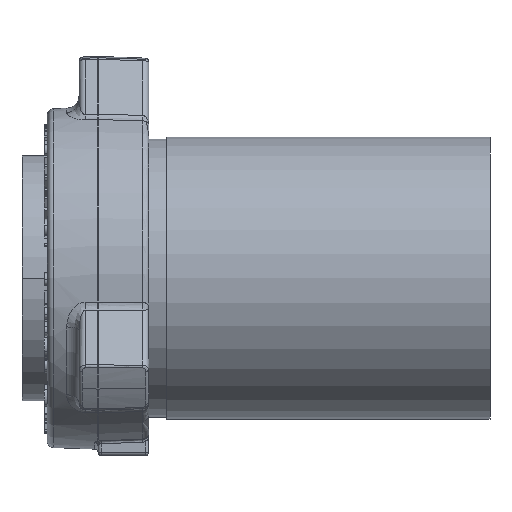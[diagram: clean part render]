
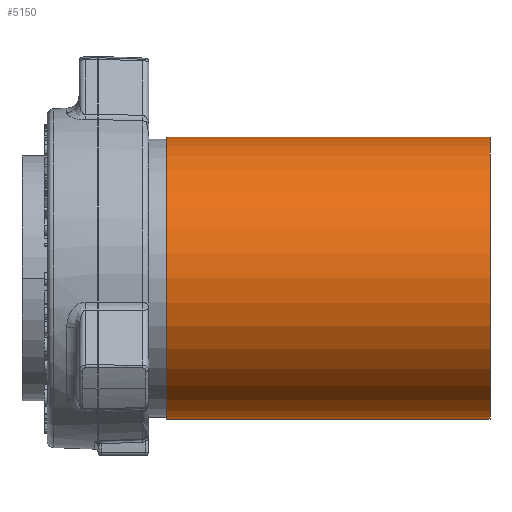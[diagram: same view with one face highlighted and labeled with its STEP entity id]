
A CAD part, left-side view. The second image highlights one B-rep face of the part: STEP entity #5150.
In plain terms, the highlighted cylindrical face has radius 70.65 mm (diameter 141.3 mm), a partial arc.
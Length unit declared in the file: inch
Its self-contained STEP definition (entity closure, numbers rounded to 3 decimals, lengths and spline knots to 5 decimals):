
#249 = AXIS2_PLACEMENT_3D ( 'NONE', #17435, #1940, #20011 ) ;
#456 = CIRCLE ( 'NONE', #21420, 2.7815 ) ;
#534 = AXIS2_PLACEMENT_3D ( 'NONE', #29498, #26911, #24338 ) ;
#1940 = DIRECTION ( 'NONE',  ( 0., -1., 0. ) ) ;
#2202 = VERTEX_POINT ( 'NONE', #25993 ) ;
#2996 = DIRECTION ( 'NONE',  ( 0., -1., 0. ) ) ;
#3152 = ORIENTED_EDGE ( 'NONE', *, *, #15748, .F. ) ;
#3810 = CARTESIAN_POINT ( 'NONE',  ( 0., 0., -2.7815 ) ) ;
#4694 = FACE_OUTER_BOUND ( 'NONE', #9838, .T. ) ;
#5150 = ADVANCED_FACE ( 'NONE', ( #4694 ), #30504, .T. ) ;
#5964 = LINE ( 'NONE', #16516, #32535 ) ;
#7077 = CARTESIAN_POINT ( 'NONE',  ( 0., 0., 2.7815 ) ) ;
#8561 = VECTOR ( 'NONE', #33085, 39.37008 ) ;
#8841 = DIRECTION ( 'NONE',  ( 0., -1., 0. ) ) ;
#9838 = EDGE_LOOP ( 'NONE', ( #13932, #29682, #24260, #3152 ) ) ;
#11430 = EDGE_CURVE ( 'NONE', #16619, #2202, #15422, .T. ) ;
#13932 = ORIENTED_EDGE ( 'NONE', *, *, #11430, .F. ) ;
#15422 = LINE ( 'NONE', #7077, #8561 ) ;
#15748 = EDGE_CURVE ( 'NONE', #2202, #24500, #456, .T. ) ;
#16407 = CIRCLE ( 'NONE', #249, 2.7815 ) ;
#16516 = CARTESIAN_POINT ( 'NONE',  ( 0., 0., -2.7815 ) ) ;
#16619 = VERTEX_POINT ( 'NONE', #22252 ) ;
#17435 = CARTESIAN_POINT ( 'NONE',  ( 0., 6.375, 0. ) ) ;
#18488 = CARTESIAN_POINT ( 'NONE',  ( 0., 0., 0. ) ) ;
#20011 = DIRECTION ( 'NONE',  ( 0., 0., -1. ) ) ;
#21074 = DIRECTION ( 'NONE',  ( 0., 0., -1. ) ) ;
#21420 = AXIS2_PLACEMENT_3D ( 'NONE', #18488, #2996, #21074 ) ;
#22252 = CARTESIAN_POINT ( 'NONE',  ( 0., 6.375, 2.7815 ) ) ;
#22445 = VERTEX_POINT ( 'NONE', #32257 ) ;
#24260 = ORIENTED_EDGE ( 'NONE', *, *, #29788, .T. ) ;
#24338 = DIRECTION ( 'NONE',  ( 0., 0., -1. ) ) ;
#24500 = VERTEX_POINT ( 'NONE', #3810 ) ;
#25993 = CARTESIAN_POINT ( 'NONE',  ( 0., 0., 2.7815 ) ) ;
#26911 = DIRECTION ( 'NONE',  ( 0., -1., 0. ) ) ;
#29498 = CARTESIAN_POINT ( 'NONE',  ( 0., 0., 0. ) ) ;
#29682 = ORIENTED_EDGE ( 'NONE', *, *, #32144, .T. ) ;
#29788 = EDGE_CURVE ( 'NONE', #22445, #24500, #5964, .T. ) ;
#30504 = CYLINDRICAL_SURFACE ( 'NONE', #534, 2.7815 ) ;
#32144 = EDGE_CURVE ( 'NONE', #16619, #22445, #16407, .T. ) ;
#32257 = CARTESIAN_POINT ( 'NONE',  ( 0., 6.375, -2.7815 ) ) ;
#32535 = VECTOR ( 'NONE', #8841, 39.37008 ) ;
#33085 = DIRECTION ( 'NONE',  ( 0., -1., 0. ) ) ;
